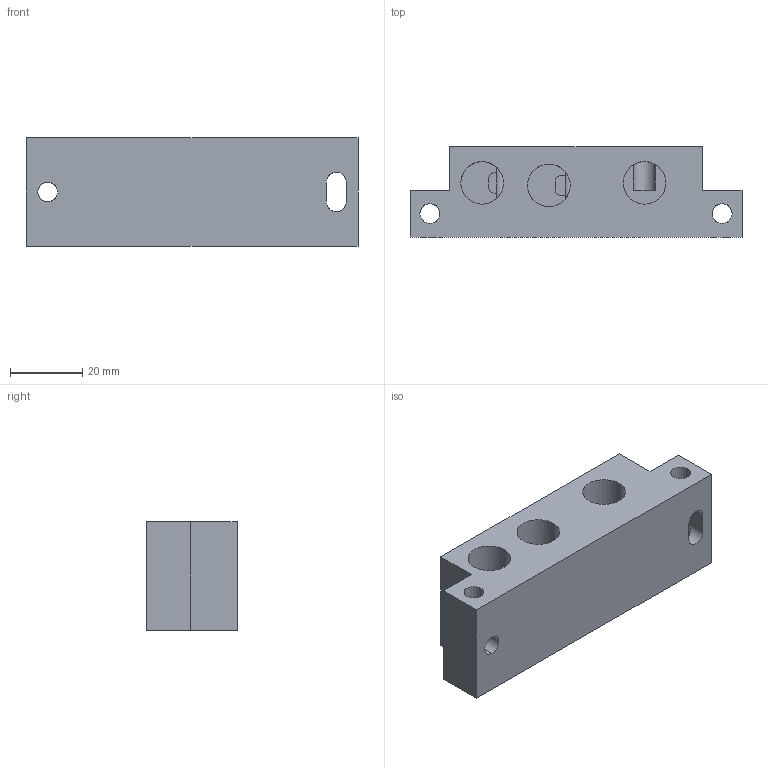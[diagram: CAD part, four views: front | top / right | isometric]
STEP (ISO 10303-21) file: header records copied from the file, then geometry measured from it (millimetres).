
FILE_DESCRIPTION (( 'STEP AP214' ), '1' );
FILE_NAME ('05.028.1.STEP', '2016-02-19T07:39:20', ( '' ), ( '' ), 'SwSTEP 2.0', 'SolidWorks 2016', '' );
FILE_SCHEMA (( 'AUTOMOTIVE_DESIGN' ));
Length unit declared in the file: millimetre
Products named in the file (1): 05.028.1
Bounding box: 92 x 25 x 30 mm (x, y, z)
Volume: 47994.8 mm3; surface area: 16438.5 mm2
Topology: 1 solids, 1 shells, 109 faces, 313 edges, 199 vertices
Faces by surface type: cylinder 59, plane 42, cone 8
Entity records: 4177 total; most frequent: CARTESIAN_POINT 1052, ORIENTED_EDGE 610, DIRECTION 603, EDGE_CURVE 305, AXIS2_PLACEMENT_3D 218, VERTEX_POINT 199, VECTOR 167, LINE 167
